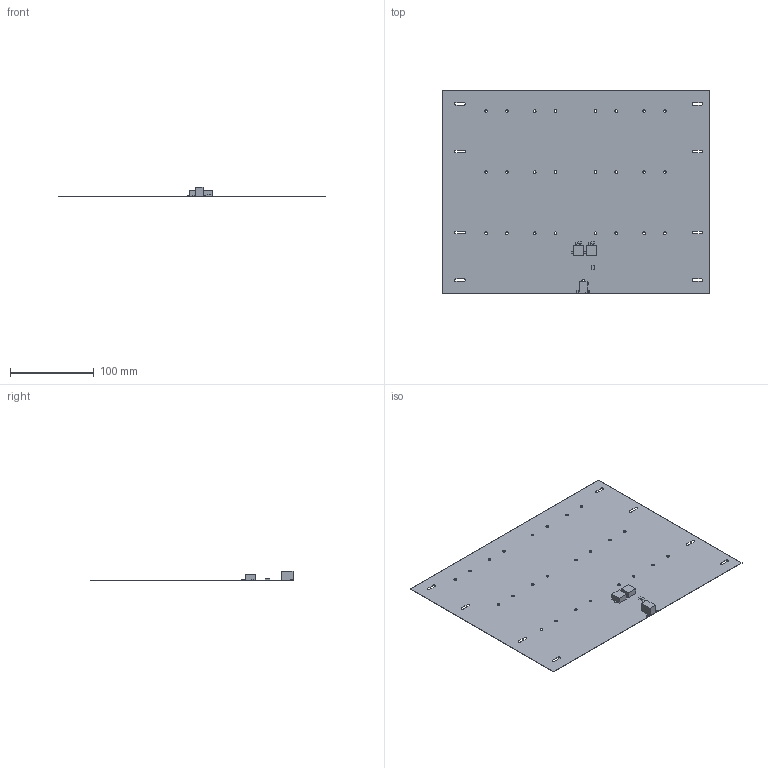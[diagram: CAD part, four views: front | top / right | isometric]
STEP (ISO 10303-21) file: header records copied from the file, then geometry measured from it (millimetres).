
FILE_DESCRIPTION(('Open CASCADE Model'),'2;1');
FILE_NAME('Open CASCADE Shape Model','2014-11-11T21:13:06',('Author'),( 'Open CASCADE'),'Open CASCADE STEP processor 6.5','Open CASCADE 6.5' ,'Unknown');
FILE_SCHEMA(('AUTOMOTIVE_DESIGN { 1 0 10303 214 1 1 1 1 }'));
Length unit declared in the file: millimetre
Products named in the file (34): PCB; Board; C7_47uF; 594922128; Extruded; U2; 594922000; U1; R6; 594922640; R5; R3; R1; P1; 594919184; C6; 594919568; C5; 594922384; C4; 594922256; C3; C2; C1; R7; R2; D2; D1
Assembly tree (44 placements, depth 4):
  PCB
    Board
    C7_47uF
      594922128
        Extruded
    U2
      594922000
        Extruded
    U1
      594922000
        Extruded
    R6
      594922640
        Extruded
    R5
      594922640
        Extruded
    R3
      594922640
        Extruded
    R1
      594922640
        Extruded
    P1
      594919184
        Extruded
    C6
      594919568
        Extruded
    C5
      594922384
        Extruded
    C4
      594922256
        Extruded
    C3
      594919568
        Extruded
    C2
      594922384
        Extruded
    C1
      594922256
        Extruded
    R7
      594922640
        Extruded
    R2
      594922640
        Extruded
    D2
      594922640
        Extruded
    D1
      594922640
        Extruded
Bounding box: 318.77 x 242.57 x 11.41 mm (x, y, z)
Volume: 35219.3 mm3; surface area: 156589.6 mm2
Topology: 19 solids, 19 shells, 183 faces, 435 edges, 290 vertices
Faces by surface type: plane 137, cylinder 46
Full cylindrical faces by diameter (mm): 3.175 x24
Entity records: 8704 total; most frequent: CARTESIAN_POINT 1825, DIRECTION 1233, LINE 725, VECTOR 725, ORIENTED_EDGE 606, PCURVE 606, DEFINITIONAL_REPRESENTATION 606, EDGE_CURVE 303
